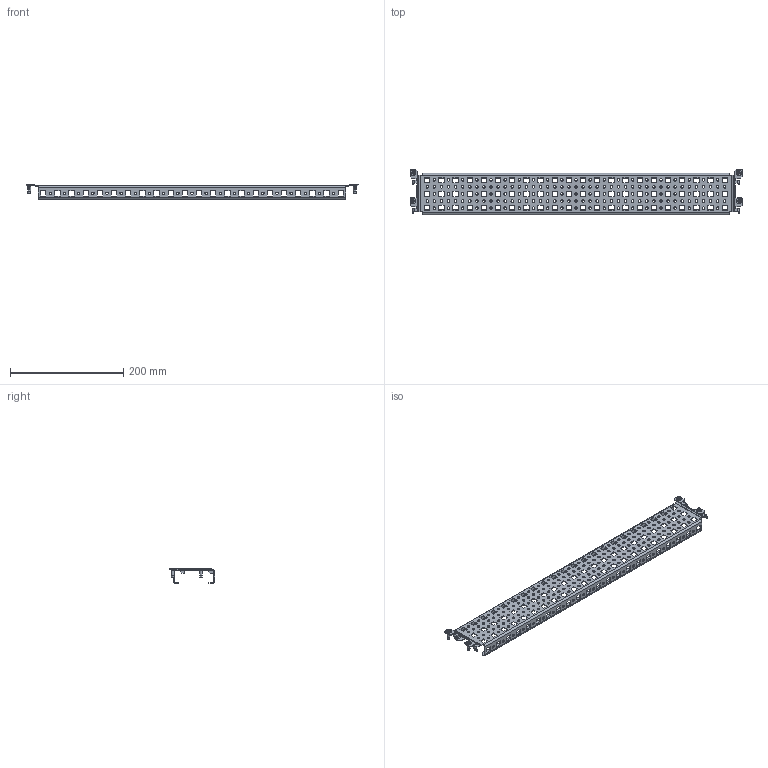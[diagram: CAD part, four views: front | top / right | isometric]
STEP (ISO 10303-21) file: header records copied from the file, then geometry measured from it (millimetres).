
FILE_DESCRIPTION (( 'STEP AP203' ), '1' );
FILE_NAME ('UR31102602373 Ïëàíêà ìîíòàæíàÿ ÂÌ 23õ73 RS52 00.60 (000.801.632-02).STEP', '2022-04-20T05:25:05', ( '' ), ( '' ), 'SwSTEP 2.0', 'SolidWorks 2017', '' );
FILE_SCHEMA (( 'CONFIG_CONTROL_DESIGN' ));
Length unit declared in the file: millimetre
Products named in the file (3): 025-295 Ïëàíêà ÂÌ 23õ73 RS52_02 (00.60); UR31102602373 Ïëàíêà ìîíòàæíàÿ ÂÌ 23õ73 RS52 00.60 (000.801.632-02); Âèíò DIN 7500 M TORX_Œ5å16
Assembly tree (5 placements, depth 2):
  UR31102602373 Ïëàíêà ìîíòàæíàÿ ÂÌ 23õ73 RS52 00.60 (000.801.632-02)
    025-295 Ïëàíêà ÂÌ 23õ73 RS52_02 (00.60)
    Âèíò DIN 7500 M TORX_Œ5å16  x4
Bounding box: 586 x 80 x 25.8 mm (x, y, z)
Volume: 85667.9 mm3; surface area: 133944.1 mm2
Topology: 5 solids, 5 shells, 1182 faces, 3368 edges, 2200 vertices
Faces by surface type: plane 582, cylinder 568, cone 16, torus 16
Entity records: 36154 total; most frequent: DIRECTION 6093, CARTESIAN_POINT 6071, ORIENTED_EDGE 6058, EDGE_CURVE 3029, VECTOR 2081, LINE 2081, AXIS2_PLACEMENT_3D 2006, VERTEX_POINT 1984
